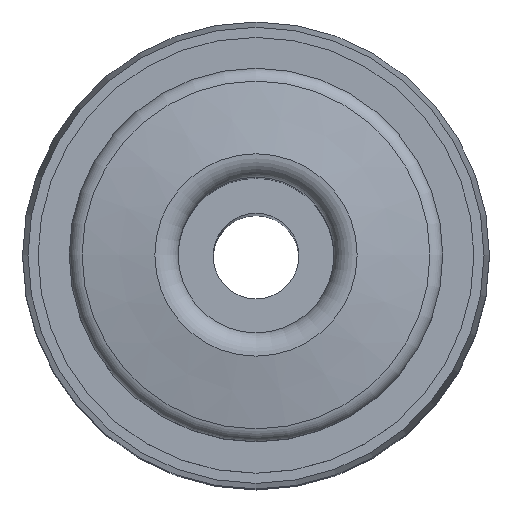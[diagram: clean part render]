
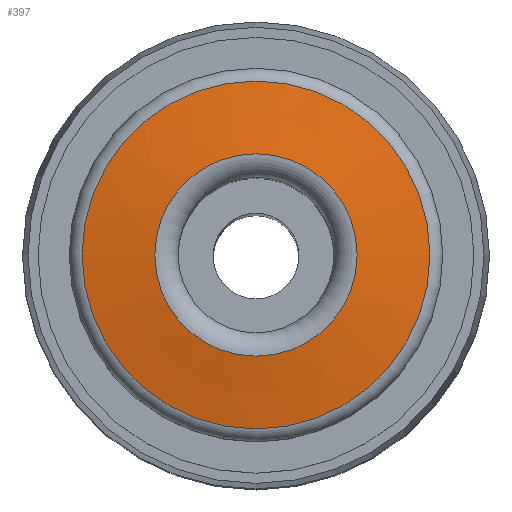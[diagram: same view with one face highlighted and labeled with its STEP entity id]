
A CAD part, top view. The second image highlights one B-rep face of the part: STEP entity #397.
In plain terms, the highlighted conical face has half-angle 80 degrees and reference radius 1.3 mm.
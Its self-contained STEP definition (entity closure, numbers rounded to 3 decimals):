
#38=ORIENTED_EDGE('',*,*,#82,.F.);
#39=ORIENTED_EDGE('',*,*,#83,.T.);
#82=EDGE_CURVE('',#104,#104,#126,.T.);
#83=EDGE_CURVE('',#105,#105,#127,.T.);
#104=VERTEX_POINT('',#561);
#105=VERTEX_POINT('',#563);
#126=CIRCLE('',#425,2.235);
#127=CIRCLE('',#426,1.3);
#148=EDGE_LOOP('',(#38));
#149=EDGE_LOOP('',(#39));
#192=FACE_BOUND('',#148,.T.);
#193=FACE_BOUND('',#149,.T.);
#236=CONICAL_SURFACE('',#424,1.3,1.396);
#397=ADVANCED_FACE('',(#192,#193),#236,.T.);
#424=AXIS2_PLACEMENT_3D('',#559,#470,#471);
#425=AXIS2_PLACEMENT_3D('',#560,#472,#473);
#426=AXIS2_PLACEMENT_3D('',#562,#474,#475);
#470=DIRECTION('',(0.,0.,-1.));
#471=DIRECTION('',(-1.,0.,0.));
#472=DIRECTION('',(0.,0.,-1.));
#473=DIRECTION('',(-1.,0.,0.));
#474=DIRECTION('',(0.,0.,-1.));
#475=DIRECTION('',(-1.,0.,0.));
#559=CARTESIAN_POINT('',(0.,0.,26.3));
#560=CARTESIAN_POINT('',(0.,0.,26.135));
#561=CARTESIAN_POINT('',(-2.235,0.,26.135));
#562=CARTESIAN_POINT('',(0.,0.,26.3));
#563=CARTESIAN_POINT('',(-1.3,0.,26.3));
